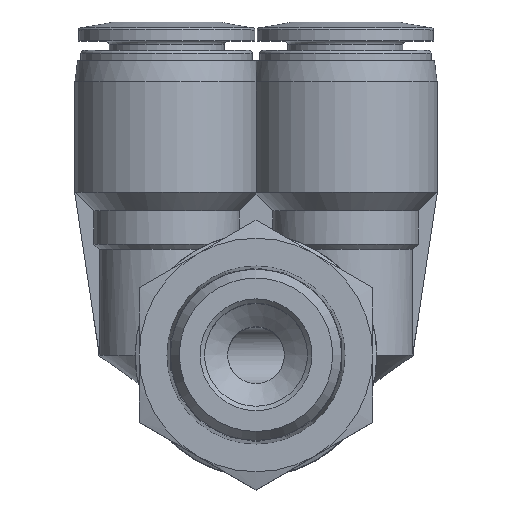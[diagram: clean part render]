
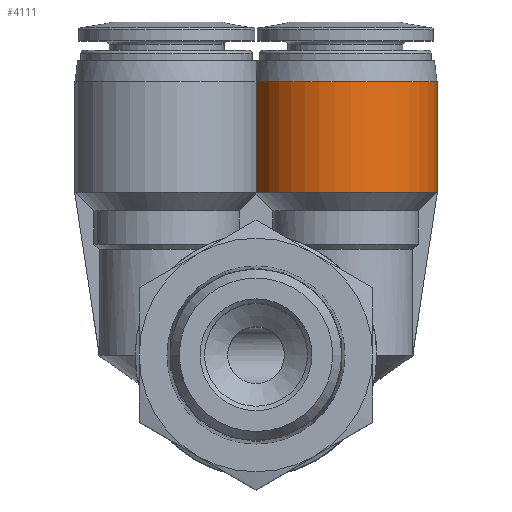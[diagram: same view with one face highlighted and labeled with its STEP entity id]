
A CAD part, top view. The second image highlights one B-rep face of the part: STEP entity #4111.
In plain terms, the highlighted cylindrical face has radius 8.75 mm (diameter 17.5 mm), a partial arc.
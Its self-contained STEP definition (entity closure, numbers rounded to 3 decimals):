
#136=LINE('',#5943,#230);
#145=LINE('',#6134,#239);
#230=VECTOR('',#4838,1000.);
#239=VECTOR('',#4883,1000.);
#465=CIRCLE('',#4308,8.75);
#496=CIRCLE('',#4363,8.75);
#497=CIRCLE('',#4365,8.75);
#498=CIRCLE('',#4366,8.75);
#499=CIRCLE('',#4367,8.75);
#827=ORIENTED_EDGE('',*,*,#1583,.F.);
#828=ORIENTED_EDGE('',*,*,#1581,.F.);
#829=ORIENTED_EDGE('',*,*,#1584,.F.);
#830=ORIENTED_EDGE('',*,*,#1585,.F.);
#831=ORIENTED_EDGE('',*,*,#1438,.F.);
#832=ORIENTED_EDGE('',*,*,#1538,.T.);
#833=ORIENTED_EDGE('',*,*,#1586,.T.);
#1438=EDGE_CURVE('',#1829,#1827,#465,.T.);
#1538=EDGE_CURVE('',#1829,#1915,#136,.F.);
#1581=EDGE_CURVE('',#1946,#1947,#496,.T.);
#1583=EDGE_CURVE('',#1947,#1948,#145,.F.);
#1584=EDGE_CURVE('',#1949,#1946,#497,.T.);
#1585=EDGE_CURVE('',#1827,#1949,#498,.T.);
#1586=EDGE_CURVE('',#1915,#1948,#499,.T.);
#1827=VERTEX_POINT('',#5581);
#1829=VERTEX_POINT('',#5588);
#1915=VERTEX_POINT('',#5942);
#1946=VERTEX_POINT('',#6126);
#1947=VERTEX_POINT('',#6128);
#1948=VERTEX_POINT('',#6135);
#1949=VERTEX_POINT('',#6137);
#2134=EDGE_LOOP('',(#827,#828,#829,#830,#831,#832,#833));
#2410=FACE_BOUND('',#2134,.T.);
#2658=CYLINDRICAL_SURFACE('',#4364,8.75);
#4111=ADVANCED_FACE('',(#2410),#2658,.T.);
#4308=AXIS2_PLACEMENT_3D('',#5589,#4722,#4723);
#4363=AXIS2_PLACEMENT_3D('',#6127,#4879,#4880);
#4364=AXIS2_PLACEMENT_3D('',#6133,#4881,#4882);
#4365=AXIS2_PLACEMENT_3D('',#6136,#4884,#4885);
#4366=AXIS2_PLACEMENT_3D('',#6138,#4886,#4887);
#4367=AXIS2_PLACEMENT_3D('',#6139,#4888,#4889);
#4722=DIRECTION('',(0.,-1.,0.));
#4723=DIRECTION('',(0.,0.,-1.));
#4838=DIRECTION('',(0.,-1.,0.));
#4879=DIRECTION('',(0.,-1.,0.));
#4880=DIRECTION('',(0.,0.,-1.));
#4881=DIRECTION('',(0.,-1.,0.));
#4882=DIRECTION('',(0.,0.,-1.));
#4883=DIRECTION('',(0.,-1.,0.));
#4884=DIRECTION('',(0.,-1.,0.));
#4885=DIRECTION('',(0.,0.,-1.));
#4886=DIRECTION('',(0.,-1.,0.));
#4887=DIRECTION('',(0.,0.,-1.));
#4888=DIRECTION('',(0.,-1.,0.));
#4889=DIRECTION('',(0.,0.,-1.));
#5581=CARTESIAN_POINT('',(17.193,15.5,-17.9));
#5588=CARTESIAN_POINT('',(9.5,15.5,-25.593));
#5589=CARTESIAN_POINT('',(8.5,15.5,-16.9));
#5942=CARTESIAN_POINT('',(9.5,26.,-25.593));
#5943=CARTESIAN_POINT('',(9.5,-4.551,-25.593));
#6126=CARTESIAN_POINT('',(17.193,15.5,-15.9));
#6127=CARTESIAN_POINT('',(8.5,15.5,-16.9));
#6128=CARTESIAN_POINT('',(0.,15.5,-14.823));
#6133=CARTESIAN_POINT('',(8.5,-4.551,-16.9));
#6134=CARTESIAN_POINT('',(0.,20.75,-14.823));
#6135=CARTESIAN_POINT('',(0.,26.,-14.823));
#6136=CARTESIAN_POINT('',(8.5,15.5,-16.9));
#6137=CARTESIAN_POINT('',(17.25,15.5,-16.9));
#6138=CARTESIAN_POINT('',(8.5,15.5,-16.9));
#6139=CARTESIAN_POINT('',(8.5,26.,-16.9));
